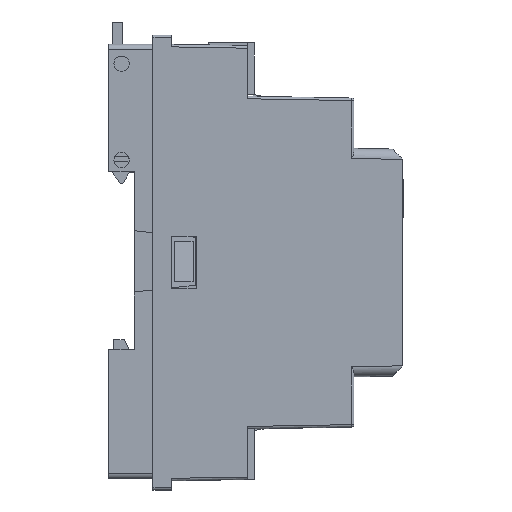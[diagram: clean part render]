
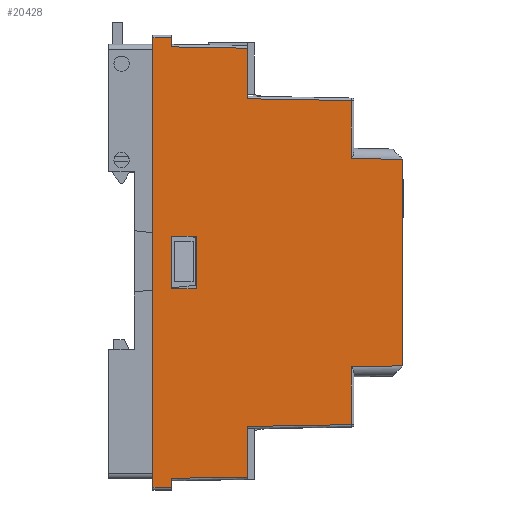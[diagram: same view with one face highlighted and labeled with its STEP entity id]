
A CAD part, left-side view. The second image highlights one B-rep face of the part: STEP entity #20428.
In plain terms, the highlighted face is planar.
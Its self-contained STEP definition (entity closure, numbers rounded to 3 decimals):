
#10696=DIRECTION('',(-0.017,0.,-1.));
#10697=VECTOR('',#10696,10.102);
#10698=CARTESIAN_POINT('',(20.51,0.,-14.5));
#10699=LINE('',#10698,#10697);
#10703=DIRECTION('',(-1.,0.,0.));
#10704=VECTOR('',#10703,40.668);
#10705=CARTESIAN_POINT('',(20.334,0.,
-24.6));
#10706=LINE('',#10705,#10704);
#10710=DIRECTION('',(-0.017,0.,1.));
#10711=VECTOR('',#10710,10.102);
#10712=CARTESIAN_POINT('',(-20.334,0.,
-24.6));
#10713=LINE('',#10712,#10711);
#10717=DIRECTION('',(-0.017,0.,1.));
#10718=VECTOR('',#10717,20.503);
#10719=CARTESIAN_POINT('',(-31.92,0.,-14.5));
#10720=LINE('',#10719,#10718);
#10724=DIRECTION('',(-0.017,0.,1.));
#10725=VECTOR('',#10724,15.002);
#10726=CARTESIAN_POINT('',(-42.238,0.,6.));
#10727=LINE('',#10726,#10725);
#10731=DIRECTION('',(1.,0.,0.));
#10732=VECTOR('',#10731,88.6);
#10733=CARTESIAN_POINT('',(-44.3,0.,24.6));
#10734=LINE('',#10733,#10732);
#10738=DIRECTION('',(-0.017,0.,-1.));
#10739=VECTOR('',#10738,15.002);
#10740=CARTESIAN_POINT('',(42.5,0.,21.));
#10741=LINE('',#10740,#10739);
#10745=DIRECTION('',(-0.017,0.,-1.));
#10746=VECTOR('',#10745,20.503);
#10747=CARTESIAN_POINT('',(32.278,0.,6.));
#10748=LINE('',#10747,#10746);
#10752=DIRECTION('',(0.,0.,1.));
#10753=VECTOR('',#10752,4.8);
#10754=CARTESIAN_POINT('',(5.15,0.,16.1));
#10755=LINE('',#10754,#10753);
#10759=DIRECTION('',(-1.,0.,0.));
#10760=VECTOR('',#10759,10.3);
#10761=CARTESIAN_POINT('',(5.15,0.,20.9));
#10762=LINE('',#10761,#10760);
#10766=DIRECTION('',(0.,0.,-1.));
#10767=VECTOR('',#10766,4.8);
#10768=CARTESIAN_POINT('',(-5.15,0.,20.9));
#10769=LINE('',#10768,#10767);
#10773=DIRECTION('',(1.,0.,0.));
#10774=VECTOR('',#10773,10.3);
#10775=CARTESIAN_POINT('',(-5.15,0.,16.1));
#10776=LINE('',#10775,#10774);
#11068=DIRECTION('',(1.,0.,0.));
#11069=VECTOR('',#11068,11.41);
#11070=CARTESIAN_POINT('',(20.51,0.,-14.5));
#11071=LINE('',#11070,#11069);
#11324=DIRECTION('',(1.,0.,0.));
#11325=VECTOR('',#11324,9.96);
#11326=CARTESIAN_POINT('',(32.278,0.,6.));
#11327=LINE('',#11326,#11325);
#11400=DIRECTION('',(1.,0.,0.));
#11401=VECTOR('',#11400,1.8);
#11402=CARTESIAN_POINT('',(42.5,0.,21.));
#11403=LINE('',#11402,#11401);
#12681=DIRECTION('',(0.,0.,-1.));
#12682=VECTOR('',#12681,3.6);
#12683=CARTESIAN_POINT('',(-44.3,0.,24.6));
#12684=LINE('',#12683,#12682);
#12711=DIRECTION('',(1.,0.,0.));
#12712=VECTOR('',#12711,1.8);
#12713=CARTESIAN_POINT('',(-44.3,0.,21.));
#12714=LINE('',#12713,#12712);
#13573=DIRECTION('',(1.,0.,0.));
#13574=VECTOR('',#13573,9.96);
#13575=CARTESIAN_POINT('',(-42.238,0.,6.));
#13576=LINE('',#13575,#13574);
#14052=DIRECTION('',(1.,0.,0.));
#14053=VECTOR('',#14052,11.41);
#14054=CARTESIAN_POINT('',(-31.92,0.,-14.5));
#14055=LINE('',#14054,#14053);
#18809=DIRECTION('',(0.,0.,1.));
#18810=VECTOR('',#18809,3.6);
#18811=CARTESIAN_POINT('',(44.3,0.,21.));
#18812=LINE('',#18811,#18810);
#18956=CARTESIAN_POINT('',(20.51,0.,-14.5));
#18957=CARTESIAN_POINT('',(20.334,0.,
-24.6));
#18958=VERTEX_POINT('',#18956);
#18959=VERTEX_POINT('',#18957);
#18960=CARTESIAN_POINT('',(-20.334,0.,
-24.6));
#18961=VERTEX_POINT('',#18960);
#18962=CARTESIAN_POINT('',(-20.51,0.,
-14.5));
#18963=VERTEX_POINT('',#18962);
#18964=CARTESIAN_POINT('',(-31.92,0.,-14.5));
#18965=VERTEX_POINT('',#18964);
#18966=CARTESIAN_POINT('',(-32.278,0.,6.));
#18967=VERTEX_POINT('',#18966);
#18968=CARTESIAN_POINT('',(-42.238,0.,6.));
#18969=VERTEX_POINT('',#18968);
#18970=CARTESIAN_POINT('',(-42.5,0.,21.));
#18971=VERTEX_POINT('',#18970);
#18972=CARTESIAN_POINT('',(-44.3,0.,21.));
#18973=VERTEX_POINT('',#18972);
#18974=CARTESIAN_POINT('',(-44.3,0.,24.6));
#18975=VERTEX_POINT('',#18974);
#18976=CARTESIAN_POINT('',(44.3,0.,24.6));
#18977=VERTEX_POINT('',#18976);
#18978=CARTESIAN_POINT('',(44.3,0.,21.));
#18979=VERTEX_POINT('',#18978);
#18980=CARTESIAN_POINT('',(42.5,0.,21.));
#18981=VERTEX_POINT('',#18980);
#18982=CARTESIAN_POINT('',(42.238,0.,6.));
#18983=VERTEX_POINT('',#18982);
#18984=CARTESIAN_POINT('',(32.278,0.,6.));
#18985=VERTEX_POINT('',#18984);
#18986=CARTESIAN_POINT('',(31.92,0.,-14.5));
#18987=VERTEX_POINT('',#18986);
#18988=CARTESIAN_POINT('',(5.15,0.,16.1));
#18989=CARTESIAN_POINT('',(5.15,0.,20.9));
#18990=VERTEX_POINT('',#18988);
#18991=VERTEX_POINT('',#18989);
#18992=CARTESIAN_POINT('',(-5.15,0.,20.9));
#18993=VERTEX_POINT('',#18992);
#18994=CARTESIAN_POINT('',(-5.15,0.,16.1));
#18995=VERTEX_POINT('',#18994);
#20379=CARTESIAN_POINT('',(0.,0.,0.));
#20380=DIRECTION('',(0.,1.,0.));
#20381=DIRECTION('',(1.,0.,0.));
#20382=AXIS2_PLACEMENT_3D('',#20379,#20380,#20381);
#20383=PLANE('',#20382);
#20385=ORIENTED_EDGE('',*,*,#20384,.T.);
#20387=ORIENTED_EDGE('',*,*,#20386,.T.);
#20389=ORIENTED_EDGE('',*,*,#20388,.T.);
#20391=ORIENTED_EDGE('',*,*,#20390,.F.);
#20393=ORIENTED_EDGE('',*,*,#20392,.T.);
#20395=ORIENTED_EDGE('',*,*,#20394,.F.);
#20397=ORIENTED_EDGE('',*,*,#20396,.T.);
#20399=ORIENTED_EDGE('',*,*,#20398,.F.);
#20401=ORIENTED_EDGE('',*,*,#20400,.F.);
#20403=ORIENTED_EDGE('',*,*,#20402,.T.);
#20405=ORIENTED_EDGE('',*,*,#20404,.F.);
#20407=ORIENTED_EDGE('',*,*,#20406,.F.);
#20409=ORIENTED_EDGE('',*,*,#20408,.T.);
#20411=ORIENTED_EDGE('',*,*,#20410,.F.);
#20413=ORIENTED_EDGE('',*,*,#20412,.T.);
#20415=ORIENTED_EDGE('',*,*,#20414,.F.);
#20416=EDGE_LOOP('',(#20385,#20387,#20389,#20391,#20393,#20395,#20397,#20399,
#20401,#20403,#20405,#20407,#20409,#20411,#20413,#20415));
#20417=FACE_OUTER_BOUND('',#20416,.F.);
#20419=ORIENTED_EDGE('',*,*,#20418,.T.);
#20421=ORIENTED_EDGE('',*,*,#20420,.T.);
#20423=ORIENTED_EDGE('',*,*,#20422,.T.);
#20425=ORIENTED_EDGE('',*,*,#20424,.T.);
#20426=EDGE_LOOP('',(#20419,#20421,#20423,#20425));
#20427=FACE_BOUND('',#20426,.F.);
#20384=EDGE_CURVE('',#18958,#18959,#10699,.T.);
#20386=EDGE_CURVE('',#18959,#18961,#10706,.T.);
#20388=EDGE_CURVE('',#18961,#18963,#10713,.T.);
#20390=EDGE_CURVE('',#18965,#18963,#14055,.T.);
#20392=EDGE_CURVE('',#18965,#18967,#10720,.T.);
#20394=EDGE_CURVE('',#18969,#18967,#13576,.T.);
#20396=EDGE_CURVE('',#18969,#18971,#10727,.T.);
#20398=EDGE_CURVE('',#18973,#18971,#12714,.T.);
#20400=EDGE_CURVE('',#18975,#18973,#12684,.T.);
#20402=EDGE_CURVE('',#18975,#18977,#10734,.T.);
#20404=EDGE_CURVE('',#18979,#18977,#18812,.T.);
#20406=EDGE_CURVE('',#18981,#18979,#11403,.T.);
#20408=EDGE_CURVE('',#18981,#18983,#10741,.T.);
#20410=EDGE_CURVE('',#18985,#18983,#11327,.T.);
#20412=EDGE_CURVE('',#18985,#18987,#10748,.T.);
#20414=EDGE_CURVE('',#18958,#18987,#11071,.T.);
#20418=EDGE_CURVE('',#18990,#18991,#10755,.T.);
#20420=EDGE_CURVE('',#18991,#18993,#10762,.T.);
#20422=EDGE_CURVE('',#18993,#18995,#10769,.T.);
#20424=EDGE_CURVE('',#18995,#18990,#10776,.T.);
#20428=ADVANCED_FACE('',(#20417,#20427),#20383,.F.);
